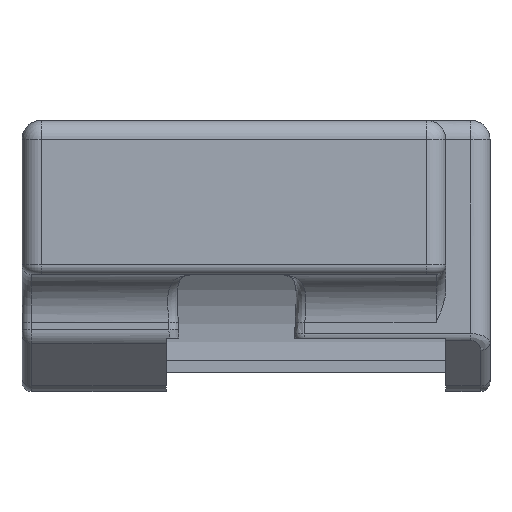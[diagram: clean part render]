
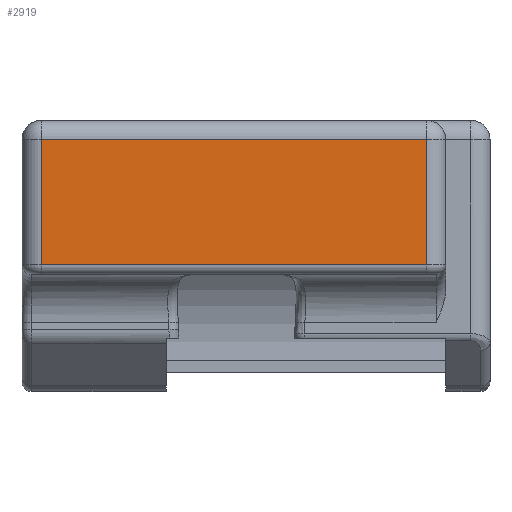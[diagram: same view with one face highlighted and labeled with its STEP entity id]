
A CAD part, front view. The second image highlights one B-rep face of the part: STEP entity #2919.
In plain terms, the highlighted planar face has unit normal (0, -1, 0).
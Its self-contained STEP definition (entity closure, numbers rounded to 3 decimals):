
#50 = VECTOR ( 'NONE', #2162, 1000. ) ;
#327 = CARTESIAN_POINT ( 'NONE',  ( 69.5, -8.5, 6.58 ) ) ;
#623 = VECTOR ( 'NONE', #2566, 1000. ) ;
#643 = EDGE_CURVE ( 'NONE', #3085, #5704, #4284, .T. ) ;
#706 = DIRECTION ( 'NONE',  ( 0., 0., 1. ) ) ;
#919 = EDGE_CURVE ( 'NONE', #5704, #4821, #2972, .T. ) ;
#1129 = CARTESIAN_POINT ( 'NONE',  ( 49.5, -8.5, 6.58 ) ) ;
#1282 = FACE_OUTER_BOUND ( 'NONE', #3853, .T. ) ;
#1336 = CARTESIAN_POINT ( 'NONE',  ( 70.5, -8.5, 13.08 ) ) ;
#1698 = CARTESIAN_POINT ( 'NONE',  ( 69.5, -8.5, 6.08 ) ) ;
#2162 = DIRECTION ( 'NONE',  ( 1., 0., 0. ) ) ;
#2210 = LINE ( 'NONE', #1336, #50 ) ;
#2432 = VERTEX_POINT ( 'NONE', #3682 ) ;
#2566 = DIRECTION ( 'NONE',  ( 0., 0., -1. ) ) ;
#2687 = DIRECTION ( 'NONE',  ( 0., 0., -1. ) ) ;
#2701 = CARTESIAN_POINT ( 'NONE',  ( 49.5, -8.5, 13.08 ) ) ;
#2919 = ADVANCED_FACE ( 'NONE', ( #1282 ), #3984, .T. ) ;
#2972 = LINE ( 'NONE', #3409, #4662 ) ;
#3045 = ORIENTED_EDGE ( 'NONE', *, *, #643, .F. ) ;
#3085 = VERTEX_POINT ( 'NONE', #327 ) ;
#3091 = VECTOR ( 'NONE', #5653, 1000. ) ;
#3156 = CARTESIAN_POINT ( 'NONE',  ( 70.5, -8.5, 6.08 ) ) ;
#3360 = CARTESIAN_POINT ( 'NONE',  ( 49.5, -8.5, 6.58 ) ) ;
#3409 = CARTESIAN_POINT ( 'NONE',  ( 49.5, -8.5, 6.08 ) ) ;
#3505 = LINE ( 'NONE', #1698, #623 ) ;
#3537 = DIRECTION ( 'NONE',  ( 0., -1., 0. ) ) ;
#3682 = CARTESIAN_POINT ( 'NONE',  ( 69.5, -8.5, 13.08 ) ) ;
#3853 = EDGE_LOOP ( 'NONE', ( #5401, #5388, #5792, #3045 ) ) ;
#3984 = PLANE ( 'NONE',  #5644 ) ;
#4011 = EDGE_CURVE ( 'NONE', #4821, #2432, #2210, .T. ) ;
#4284 = LINE ( 'NONE', #3360, #3091 ) ;
#4315 = EDGE_CURVE ( 'NONE', #2432, #3085, #3505, .T. ) ;
#4662 = VECTOR ( 'NONE', #706, 1000. ) ;
#4821 = VERTEX_POINT ( 'NONE', #2701 ) ;
#5388 = ORIENTED_EDGE ( 'NONE', *, *, #4011, .F. ) ;
#5401 = ORIENTED_EDGE ( 'NONE', *, *, #4315, .F. ) ;
#5644 = AXIS2_PLACEMENT_3D ( 'NONE', #3156, #3537, #2687 ) ;
#5653 = DIRECTION ( 'NONE',  ( -1., 0., 0. ) ) ;
#5704 = VERTEX_POINT ( 'NONE', #1129 ) ;
#5792 = ORIENTED_EDGE ( 'NONE', *, *, #919, .F. ) ;
